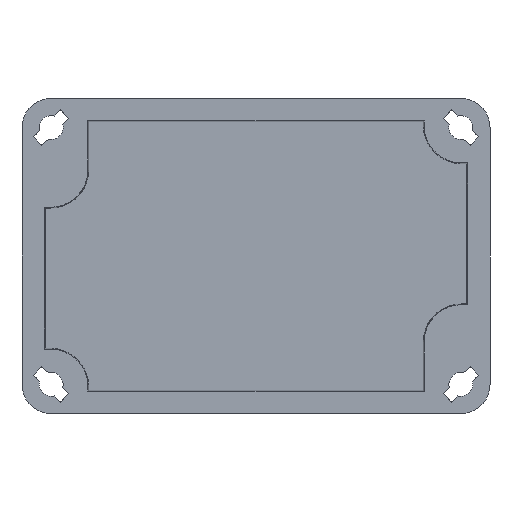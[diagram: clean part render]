
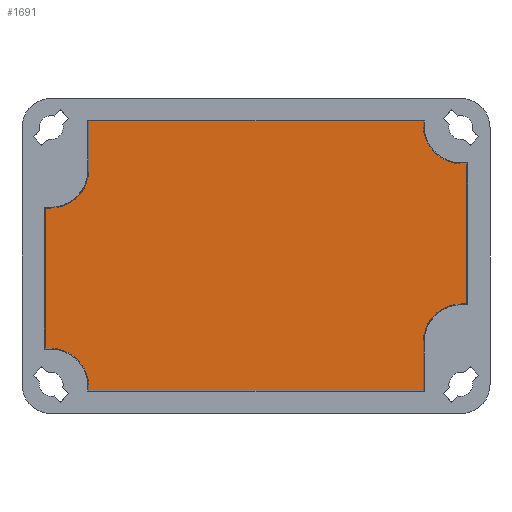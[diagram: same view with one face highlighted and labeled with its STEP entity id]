
A CAD part, front view. The second image highlights one B-rep face of the part: STEP entity #1691.
In plain terms, the highlighted planar face has unit normal (0, -1, 0).
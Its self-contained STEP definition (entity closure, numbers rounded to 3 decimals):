
#264 = DIRECTION ( 'NONE',  ( -1., 0., 0. ) ) ;
#265 = VECTOR ( 'NONE', #264, 1000. ) ;
#266 = CARTESIAN_POINT ( 'NONE',  ( -44.3, 9.2, 10.039 ) ) ;
#267 = LINE ( 'NONE', #266, #265 ) ;
#268 = CARTESIAN_POINT ( 'NONE',  ( -43., 9.2, 10.039 ) ) ;
#269 = CARTESIAN_POINT ( 'NONE',  ( -35.039, 9.2, 18. ) ) ;
#397 = DIRECTION ( 'NONE',  ( 0., 0., 1. ) ) ;
#398 = DIRECTION ( 'NONE',  ( 0., 1., 0. ) ) ;
#399 = CARTESIAN_POINT ( 'NONE',  ( -43., 9.2, 18. ) ) ;
#400 = AXIS2_PLACEMENT_3D ( 'NONE', #399, #398, #397 ) ;
#401 = CIRCLE ( 'NONE', #400, 7.961 ) ;
#402 = DIRECTION ( 'NONE',  ( 0., 0., 1. ) ) ;
#403 = DIRECTION ( 'NONE',  ( 0., 1., 0. ) ) ;
#404 = CARTESIAN_POINT ( 'NONE',  ( -42.9, 9.2, -26.9 ) ) ;
#405 = AXIS2_PLACEMENT_3D ( 'NONE', #404, #403, #402 ) ;
#406 = PLANE ( 'NONE',  #405 ) ;
#407 = FACE_OUTER_BOUND ( 'NONE', #1692, .T. ) ;
#408 = CARTESIAN_POINT ( 'NONE',  ( -35.039, 9.2, 28.139 ) ) ;
#409 = CARTESIAN_POINT ( 'NONE',  ( 35.039, 9.2, 28.139 ) ) ;
#410 = DIRECTION ( 'NONE',  ( 0., 0., 1. ) ) ;
#411 = VECTOR ( 'NONE', #410, 1000. ) ;
#412 = CARTESIAN_POINT ( 'NONE',  ( 35.039, 9.2, 27.3 ) ) ;
#413 = LINE ( 'NONE', #412, #411 ) ;
#414 = CARTESIAN_POINT ( 'NONE',  ( 35.039, 9.2, 27.3 ) ) ;
#415 = DIRECTION ( 'NONE',  ( 0., 0., 1. ) ) ;
#416 = DIRECTION ( 'NONE',  ( 0., 1., 0. ) ) ;
#417 = CARTESIAN_POINT ( 'NONE',  ( 43., 9.2, 27.3 ) ) ;
#418 = AXIS2_PLACEMENT_3D ( 'NONE', #417, #416, #415 ) ;
#419 = CIRCLE ( 'NONE', #418, 7.961 ) ;
#420 = CARTESIAN_POINT ( 'NONE',  ( 43., 9.2, 19.339 ) ) ;
#421 = DIRECTION ( 'NONE',  ( -1., 0., 0. ) ) ;
#422 = VECTOR ( 'NONE', #421, 1000. ) ;
#423 = CARTESIAN_POINT ( 'NONE',  ( 44.3, 9.2, 19.339 ) ) ;
#424 = LINE ( 'NONE', #423, #422 ) ;
#425 = CARTESIAN_POINT ( 'NONE',  ( 44.139, 9.2, 19.339 ) ) ;
#426 = DIRECTION ( 'NONE',  ( 0., 0., 1. ) ) ;
#427 = VECTOR ( 'NONE', #426, 1000. ) ;
#428 = CARTESIAN_POINT ( 'NONE',  ( 44.139, 9.2, 19.5 ) ) ;
#429 = DIRECTION ( 'NONE',  ( 1., 0., 0. ) ) ;
#430 = VECTOR ( 'NONE', #429, 1000. ) ;
#431 = CARTESIAN_POINT ( 'NONE',  ( 43., 9.2, -10.039 ) ) ;
#432 = LINE ( 'NONE', #431, #430 ) ;
#433 = LINE ( 'NONE', #428, #427 ) ;
#454 = DIRECTION ( 'NONE',  ( 0., 0., -1. ) ) ;
#455 = VECTOR ( 'NONE', #454, 1000. ) ;
#456 = CARTESIAN_POINT ( 'NONE',  ( -35.039, 9.2, 18. ) ) ;
#457 = LINE ( 'NONE', #456, #455 ) ;
#458 = DIRECTION ( 'NONE',  ( -1., 0., 0. ) ) ;
#459 = VECTOR ( 'NONE', #458, 1000. ) ;
#460 = CARTESIAN_POINT ( 'NONE',  ( -35.2, 9.2, 28.139 ) ) ;
#461 = LINE ( 'NONE', #460, #459 ) ;
#1575 = VERTEX_POINT ( 'NONE', #3398 ) ;
#1576 = ORIENTED_EDGE ( 'NONE', *, *, #1577, .T. ) ;
#1577 = EDGE_CURVE ( 'NONE', #1575, #1578, #3397, .T. ) ;
#1578 = VERTEX_POINT ( 'NONE', #3393 ) ;
#1582 = ORIENTED_EDGE ( 'NONE', *, *, #1583, .T. ) ;
#1583 = EDGE_CURVE ( 'NONE', #1578, #1584, #3268, .T. ) ;
#1584 = VERTEX_POINT ( 'NONE', #3264 ) ;
#1585 = ORIENTED_EDGE ( 'NONE', *, *, #1586, .T. ) ;
#1586 = EDGE_CURVE ( 'NONE', #1584, #1587, #3262, .T. ) ;
#1587 = VERTEX_POINT ( 'NONE', #3263 ) ;
#1588 = ORIENTED_EDGE ( 'NONE', *, *, #1589, .T. ) ;
#1589 = EDGE_CURVE ( 'NONE', #1587, #1590, #3257, .T. ) ;
#1590 = VERTEX_POINT ( 'NONE', #3253 ) ;
#1591 = VERTEX_POINT ( 'NONE', #3252 ) ;
#1593 = ORIENTED_EDGE ( 'NONE', *, *, #1594, .T. ) ;
#1594 = EDGE_CURVE ( 'NONE', #1590, #1591, #3250, .T. ) ;
#1595 = ORIENTED_EDGE ( 'NONE', *, *, #1596, .T. ) ;
#1596 = EDGE_CURVE ( 'NONE', #1591, #1597, #3246, .T. ) ;
#1597 = VERTEX_POINT ( 'NONE', #3242 ) ;
#1598 = ORIENTED_EDGE ( 'NONE', *, *, #1599, .T. ) ;
#1599 = EDGE_CURVE ( 'NONE', #1597, #1600, #3241, .T. ) ;
#1600 = VERTEX_POINT ( 'NONE', #3349 ) ;
#1601 = ORIENTED_EDGE ( 'NONE', *, *, #1676, .T. ) ;
#1602 = VERTEX_POINT ( 'NONE', #3348 ) ;
#1662 = ORIENTED_EDGE ( 'NONE', *, *, #1663, .T. ) ;
#1663 = EDGE_CURVE ( 'NONE', #1688, #1689, #461, .T. ) ;
#1664 = ORIENTED_EDGE ( 'NONE', *, *, #1665, .T. ) ;
#1665 = EDGE_CURVE ( 'NONE', #1689, #1695, #457, .T. ) ;
#1676 = EDGE_CURVE ( 'NONE', #1600, #1602, #432, .T. ) ;
#1677 = ORIENTED_EDGE ( 'NONE', *, *, #1678, .T. ) ;
#1678 = EDGE_CURVE ( 'NONE', #1602, #1679, #433, .T. ) ;
#1679 = VERTEX_POINT ( 'NONE', #425 ) ;
#1680 = ORIENTED_EDGE ( 'NONE', *, *, #1681, .T. ) ;
#1681 = EDGE_CURVE ( 'NONE', #1679, #1682, #424, .T. ) ;
#1682 = VERTEX_POINT ( 'NONE', #420 ) ;
#1683 = ORIENTED_EDGE ( 'NONE', *, *, #1684, .T. ) ;
#1684 = EDGE_CURVE ( 'NONE', #1682, #1685, #419, .T. ) ;
#1685 = VERTEX_POINT ( 'NONE', #414 ) ;
#1686 = ORIENTED_EDGE ( 'NONE', *, *, #1687, .T. ) ;
#1687 = EDGE_CURVE ( 'NONE', #1685, #1688, #413, .T. ) ;
#1688 = VERTEX_POINT ( 'NONE', #409 ) ;
#1689 = VERTEX_POINT ( 'NONE', #408 ) ;
#1691 = ADVANCED_FACE ( 'NONE', ( #407 ), #406, .F. ) ;
#1692 = EDGE_LOOP ( 'NONE', ( #1693, #1697, #1576, #1582, #1585, #1588, #1593, #1595, #1598, #1601, #1677, #1680, #1683, #1686, #1662, #1664 ) ) ;
#1693 = ORIENTED_EDGE ( 'NONE', *, *, #1694, .T. ) ;
#1694 = EDGE_CURVE ( 'NONE', #1695, #1696, #401, .T. ) ;
#1695 = VERTEX_POINT ( 'NONE', #269 ) ;
#1696 = VERTEX_POINT ( 'NONE', #268 ) ;
#1697 = ORIENTED_EDGE ( 'NONE', *, *, #1698, .T. ) ;
#1698 = EDGE_CURVE ( 'NONE', #1696, #1575, #267, .T. ) ;
#3238 = DIRECTION ( 'NONE',  ( 0., 1., 0. ) ) ;
#3239 = CARTESIAN_POINT ( 'NONE',  ( 43., 9.2, -18. ) ) ;
#3240 = AXIS2_PLACEMENT_3D ( 'NONE', #3239, #3238, #3350 ) ;
#3241 = CIRCLE ( 'NONE', #3240, 7.961 ) ;
#3242 = CARTESIAN_POINT ( 'NONE',  ( 35.039, 9.2, -18. ) ) ;
#3243 = DIRECTION ( 'NONE',  ( 0., 0., 1. ) ) ;
#3244 = VECTOR ( 'NONE', #3243, 1000. ) ;
#3245 = CARTESIAN_POINT ( 'NONE',  ( 35.039, 9.2, -28.3 ) ) ;
#3246 = LINE ( 'NONE', #3245, #3244 ) ;
#3247 = DIRECTION ( 'NONE',  ( 1., 0., 0. ) ) ;
#3248 = VECTOR ( 'NONE', #3247, 1000. ) ;
#3249 = CARTESIAN_POINT ( 'NONE',  ( 35.2, 9.2, -28.139 ) ) ;
#3250 = LINE ( 'NONE', #3249, #3248 ) ;
#3252 = CARTESIAN_POINT ( 'NONE',  ( 35.039, 9.2, -28.139 ) ) ;
#3253 = CARTESIAN_POINT ( 'NONE',  ( -35.039, 9.2, -28.139 ) ) ;
#3254 = DIRECTION ( 'NONE',  ( 0., 0., -1. ) ) ;
#3255 = VECTOR ( 'NONE', #3254, 1000. ) ;
#3256 = CARTESIAN_POINT ( 'NONE',  ( -35.039, 9.2, -28.3 ) ) ;
#3257 = LINE ( 'NONE', #3256, #3255 ) ;
#3258 = DIRECTION ( 'NONE',  ( 0., 0., 1. ) ) ;
#3259 = DIRECTION ( 'NONE',  ( 0., 1., 0. ) ) ;
#3260 = CARTESIAN_POINT ( 'NONE',  ( -43., 9.2, -27.3 ) ) ;
#3261 = AXIS2_PLACEMENT_3D ( 'NONE', #3260, #3259, #3258 ) ;
#3262 = CIRCLE ( 'NONE', #3261, 7.961 ) ;
#3263 = CARTESIAN_POINT ( 'NONE',  ( -35.039, 9.2, -27.3 ) ) ;
#3264 = CARTESIAN_POINT ( 'NONE',  ( -43., 9.2, -19.339 ) ) ;
#3265 = DIRECTION ( 'NONE',  ( 1., 0., 0. ) ) ;
#3266 = VECTOR ( 'NONE', #3265, 1000. ) ;
#3267 = CARTESIAN_POINT ( 'NONE',  ( -43., 9.2, -19.339 ) ) ;
#3268 = LINE ( 'NONE', #3267, #3266 ) ;
#3348 = CARTESIAN_POINT ( 'NONE',  ( 44.139, 9.2, -10.039 ) ) ;
#3349 = CARTESIAN_POINT ( 'NONE',  ( 43., 9.2, -10.039 ) ) ;
#3350 = DIRECTION ( 'NONE',  ( 0., 0., 1. ) ) ;
#3393 = CARTESIAN_POINT ( 'NONE',  ( -44.139, 9.2, -19.339 ) ) ;
#3394 = DIRECTION ( 'NONE',  ( 0., 0., -1. ) ) ;
#3395 = VECTOR ( 'NONE', #3394, 1000. ) ;
#3396 = CARTESIAN_POINT ( 'NONE',  ( -44.139, 9.2, -19.5 ) ) ;
#3397 = LINE ( 'NONE', #3396, #3395 ) ;
#3398 = CARTESIAN_POINT ( 'NONE',  ( -44.139, 9.2, 10.039 ) ) ;
